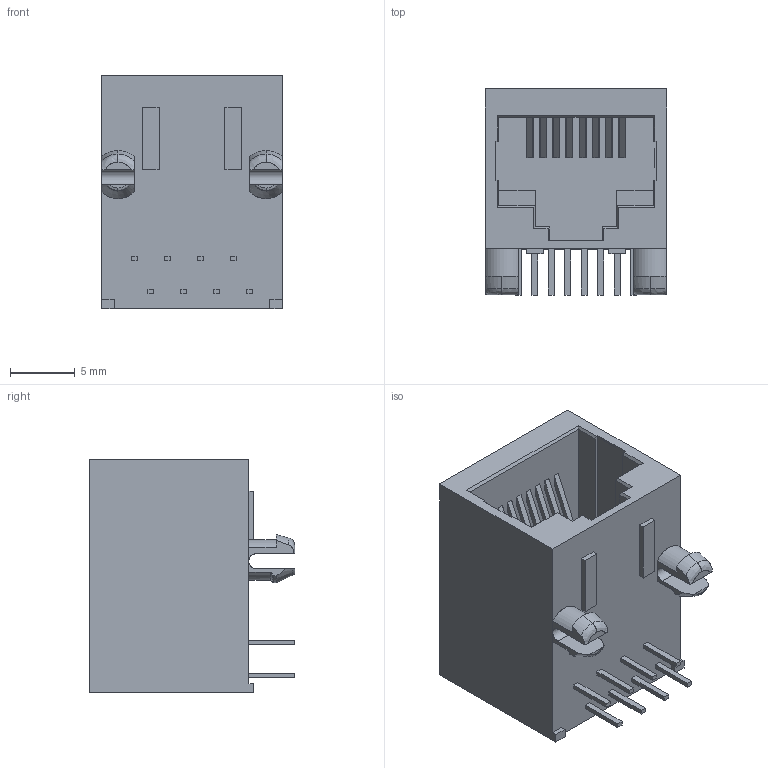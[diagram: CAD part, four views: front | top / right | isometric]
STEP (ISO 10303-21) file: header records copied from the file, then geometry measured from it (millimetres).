
FILE_DESCRIPTION(('FreeCAD Model'),'2;1');
FILE_NAME( 'FRJAE-408.step', '2020-02-08T22:39:13',(''),(''),'Open CASCADE STEP processor 7.4', 'FreeCAD','Unknown');
FILE_SCHEMA(('AUTOMOTIVE_DESIGN { 1 0 10303 214 1 1 1 1 }'));
Length unit declared in the file: millimetre
Products named in the file (1): M_FRJAE_408_REVG1_
Bounding box: 13.97 x 15.88 x 18.03 mm (x, y, z)
Surface area: 2232 mm2 (no closed solid volume)
Topology: 0 solids, 236 shells, 236 faces, 1430 edges, 1430 vertices
Faces by surface type: bspline 218, revolution 18
Entity records: 16119 total; most frequent: CARTESIAN_POINT 4839, ORIENTED_EDGE 1430, EDGE_CURVE 1430, VERTEX_POINT 1430, DIRECTION 1274, LINE 1090, VECTOR 1090, FACE_BOUND 257
